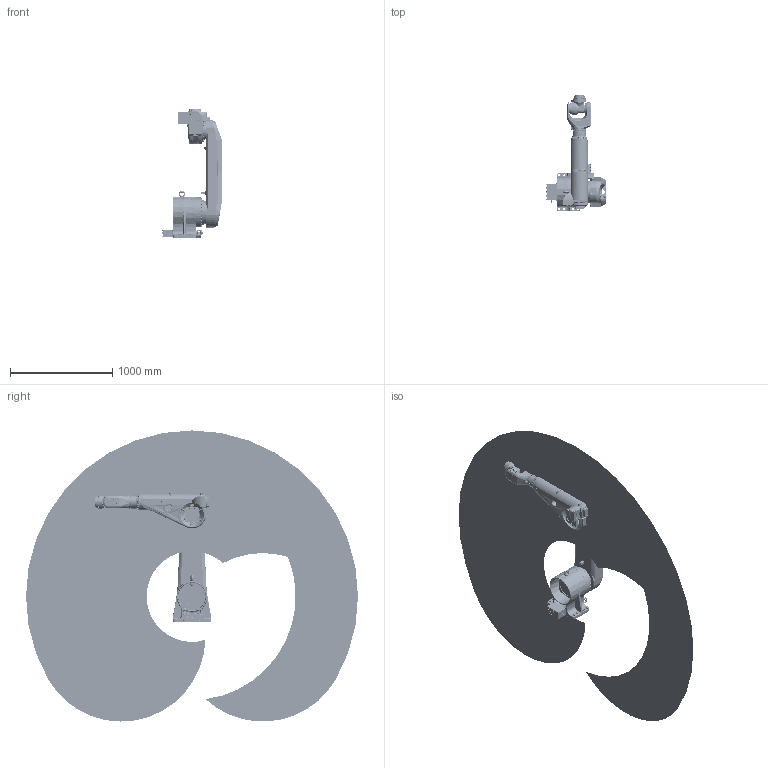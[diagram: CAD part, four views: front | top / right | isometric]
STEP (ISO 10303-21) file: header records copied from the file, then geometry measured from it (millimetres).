
FILE_DESCRIPTION(/* description */ ('STEP AP203'),/* implementation_level */ '2;1');
FILE_NAME(/* name */ '3D-model_AT_10005.stp',/* time_stamp */ '2023-04-13T09:36:12+02:00',/* author */ ('tim.stocker'),/* organization */ (''),/* preprocessor_version */ 'ST-DEVELOPER v16.5',/* originating_system */ 'Autodesk Inventor 2017',/* authorisation */ '');
FILE_SCHEMA (('AUTOMOTIVE_DESIGN { 1 0 10303 214 3 1 1 }'));
Products named in the file (9): AT_10005_DUMMY articc5-1759-60kg; MT_WST00114050 Dummy Grundgestell; MT_WST00105762 Schwinge; MT_WST00105778 Dummy Schulter; MT_WST00105779 Dummy Arm; MT_WST00105753 Hand; MT_WST00106130 Hand; MT_WST00112498 Dummy Steckerbox; MT_WST00113268 Arbeitsbereich
Assembly tree (8 placements, depth 2):
  AT_10005_DUMMY articc5-1759-60kg
    MT_WST00114050 Dummy Grundgestell
    MT_WST00105762 Schwinge
    MT_WST00105778 Dummy Schulter
    MT_WST00105779 Dummy Arm
    MT_WST00105753 Hand
    MT_WST00106130 Hand
    MT_WST00112498 Dummy Steckerbox
    MT_WST00113268 Arbeitsbereich
Bounding box: 584.9 x 3249.06 x 2849 mm (x, y, z)
Volume: 85559335.7 mm3; surface area: 15633323.1 mm2
Topology: 10 solids, 13 shells, 4983 faces, 12200 edges, 7500 vertices
Faces by surface type: plane 1701, cylinder 1267, bspline 1170, torus 462, cone 270, sphere 113
Full cylindrical faces by diameter (mm): 2.5 x4, 3.242 x6, 3.8 x6, 4 x11, 4.134 x7, 4.2 x6, 4.917 x8, 5 x4, 5.5 x16, 5.8 x3, 6 x1, 6.3 x2, 6.6 x1, 6.647 x12, 6.7 x1, 6.8 x6, 7 x16, 7.6 x8, 7.8 x1, 8 x7, 8.4 x1, 8.5 x70, 8.8 x2, 9 x3, 9.9 x4, 10 x31, 10.106 x4, 11 x2, 11.6 x8, 12 x12
Entity records: 246218 total; most frequent: CARTESIAN_POINT 134803, ORIENTED_EDGE 21914, DIRECTION 21467, EDGE_CURVE 10897, AXIS2_PLACEMENT_3D 9140, VERTEX_POINT 7182, EDGE_LOOP 6355, FACE_OUTER_BOUND 4983
